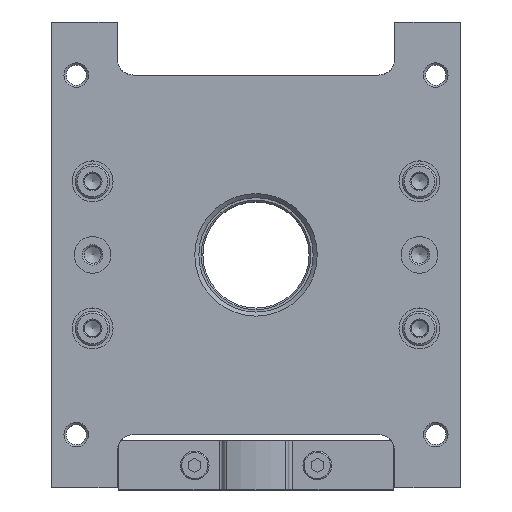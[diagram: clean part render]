
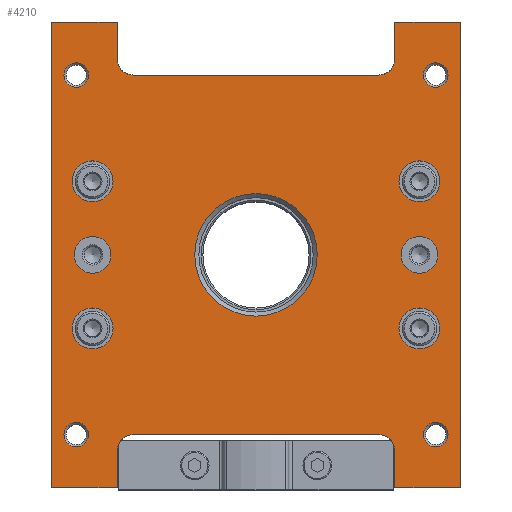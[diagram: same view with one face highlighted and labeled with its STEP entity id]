
A CAD part, top view. The second image highlights one B-rep face of the part: STEP entity #4210.
In plain terms, the highlighted face is planar.
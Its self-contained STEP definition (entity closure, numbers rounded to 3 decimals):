
#159=CIRCLE('',#4570,3.);
#160=CIRCLE('',#4571,3.);
#161=CIRCLE('',#4572,3.);
#162=CIRCLE('',#4573,3.);
#163=CIRCLE('',#4574,5.);
#164=CIRCLE('',#4575,5.);
#165=CIRCLE('',#4576,5.);
#166=CIRCLE('',#4577,5.);
#167=CIRCLE('',#4578,4.5);
#168=CIRCLE('',#4579,4.5);
#169=CIRCLE('',#4580,15.);
#170=CIRCLE('',#4581,4.);
#171=CIRCLE('',#4582,4.);
#172=CIRCLE('',#4583,4.);
#173=CIRCLE('',#4584,4.);
#389=PLANE('',#4569);
#590=ORIENTED_EDGE('',*,*,#1711,.F.);
#591=ORIENTED_EDGE('',*,*,#1712,.F.);
#592=ORIENTED_EDGE('',*,*,#1713,.F.);
#593=ORIENTED_EDGE('',*,*,#1714,.F.);
#594=ORIENTED_EDGE('',*,*,#1715,.F.);
#595=ORIENTED_EDGE('',*,*,#1716,.F.);
#596=ORIENTED_EDGE('',*,*,#1717,.F.);
#597=ORIENTED_EDGE('',*,*,#1718,.F.);
#598=ORIENTED_EDGE('',*,*,#1719,.F.);
#599=ORIENTED_EDGE('',*,*,#1720,.F.);
#600=ORIENTED_EDGE('',*,*,#1721,.F.);
#601=ORIENTED_EDGE('',*,*,#1705,.T.);
#602=ORIENTED_EDGE('',*,*,#1722,.T.);
#603=ORIENTED_EDGE('',*,*,#1723,.F.);
#604=ORIENTED_EDGE('',*,*,#1724,.T.);
#605=ORIENTED_EDGE('',*,*,#1725,.F.);
#606=ORIENTED_EDGE('',*,*,#1726,.T.);
#607=ORIENTED_EDGE('',*,*,#1727,.T.);
#608=ORIENTED_EDGE('',*,*,#1728,.F.);
#609=ORIENTED_EDGE('',*,*,#1701,.F.);
#610=ORIENTED_EDGE('',*,*,#1729,.T.);
#611=ORIENTED_EDGE('',*,*,#1730,.F.);
#612=ORIENTED_EDGE('',*,*,#1731,.T.);
#613=ORIENTED_EDGE('',*,*,#1732,.F.);
#614=ORIENTED_EDGE('',*,*,#1733,.T.);
#615=ORIENTED_EDGE('',*,*,#1734,.F.);
#616=ORIENTED_EDGE('',*,*,#1708,.T.);
#1701=EDGE_CURVE('',#2262,#2263,#2676,.T.);
#1705=EDGE_CURVE('',#2267,#2265,#2680,.T.);
#1708=EDGE_CURVE('',#2269,#2267,#2683,.T.);
#1711=EDGE_CURVE('',#2271,#2271,#159,.T.);
#1712=EDGE_CURVE('',#2272,#2272,#160,.T.);
#1713=EDGE_CURVE('',#2273,#2273,#161,.T.);
#1714=EDGE_CURVE('',#2274,#2274,#162,.T.);
#1715=EDGE_CURVE('',#2275,#2275,#163,.T.);
#1716=EDGE_CURVE('',#2276,#2276,#164,.T.);
#1717=EDGE_CURVE('',#2277,#2277,#165,.T.);
#1718=EDGE_CURVE('',#2278,#2278,#166,.T.);
#1719=EDGE_CURVE('',#2279,#2279,#167,.T.);
#1720=EDGE_CURVE('',#2280,#2280,#168,.T.);
#1721=EDGE_CURVE('',#2281,#2281,#169,.T.);
#1722=EDGE_CURVE('',#2265,#2282,#2686,.T.);
#1723=EDGE_CURVE('',#2283,#2282,#170,.F.);
#1724=EDGE_CURVE('',#2283,#2284,#2687,.T.);
#1725=EDGE_CURVE('',#2285,#2284,#171,.F.);
#1726=EDGE_CURVE('',#2285,#2286,#2688,.T.);
#1727=EDGE_CURVE('',#2286,#2287,#2689,.T.);
#1728=EDGE_CURVE('',#2263,#2287,#2690,.T.);
#1729=EDGE_CURVE('',#2262,#2288,#2691,.T.);
#1730=EDGE_CURVE('',#2289,#2288,#172,.F.);
#1731=EDGE_CURVE('',#2289,#2290,#2692,.T.);
#1732=EDGE_CURVE('',#2291,#2290,#173,.F.);
#1733=EDGE_CURVE('',#2291,#2292,#2693,.T.);
#1734=EDGE_CURVE('',#2269,#2292,#2694,.T.);
#2262=VERTEX_POINT('',#6491);
#2263=VERTEX_POINT('',#6493);
#2265=VERTEX_POINT('',#6499);
#2267=VERTEX_POINT('',#6502);
#2269=VERTEX_POINT('',#6508);
#2271=VERTEX_POINT('',#6514);
#2272=VERTEX_POINT('',#6516);
#2273=VERTEX_POINT('',#6518);
#2274=VERTEX_POINT('',#6520);
#2275=VERTEX_POINT('',#6522);
#2276=VERTEX_POINT('',#6524);
#2277=VERTEX_POINT('',#6526);
#2278=VERTEX_POINT('',#6528);
#2279=VERTEX_POINT('',#6530);
#2280=VERTEX_POINT('',#6532);
#2281=VERTEX_POINT('',#6534);
#2282=VERTEX_POINT('',#6536);
#2283=VERTEX_POINT('',#6538);
#2284=VERTEX_POINT('',#6540);
#2285=VERTEX_POINT('',#6542);
#2286=VERTEX_POINT('',#6544);
#2287=VERTEX_POINT('',#6546);
#2288=VERTEX_POINT('',#6549);
#2289=VERTEX_POINT('',#6551);
#2290=VERTEX_POINT('',#6553);
#2291=VERTEX_POINT('',#6555);
#2292=VERTEX_POINT('',#6557);
#2676=LINE('',#6492,#2946);
#2680=LINE('',#6501,#2950);
#2683=LINE('',#6507,#2953);
#2686=LINE('',#6535,#2956);
#2687=LINE('',#6539,#2957);
#2688=LINE('',#6543,#2958);
#2689=LINE('',#6545,#2959);
#2690=LINE('',#6547,#2960);
#2691=LINE('',#6548,#2961);
#2692=LINE('',#6552,#2962);
#2693=LINE('',#6556,#2963);
#2694=LINE('',#6558,#2964);
#2946=VECTOR('',#5116,1000.);
#2950=VECTOR('',#5122,1000.);
#2953=VECTOR('',#5127,1000.);
#2956=VECTOR('',#5154,1000.);
#2957=VECTOR('',#5157,1000.);
#2958=VECTOR('',#5160,1000.);
#2959=VECTOR('',#5161,1000.);
#2960=VECTOR('',#5162,1000.);
#2961=VECTOR('',#5163,1000.);
#2962=VECTOR('',#5166,1000.);
#2963=VECTOR('',#5169,1000.);
#2964=VECTOR('',#5170,1000.);
#3216=EDGE_LOOP('',(#590));
#3217=EDGE_LOOP('',(#591));
#3218=EDGE_LOOP('',(#592));
#3219=EDGE_LOOP('',(#593));
#3220=EDGE_LOOP('',(#594));
#3221=EDGE_LOOP('',(#595));
#3222=EDGE_LOOP('',(#596));
#3223=EDGE_LOOP('',(#597));
#3224=EDGE_LOOP('',(#598));
#3225=EDGE_LOOP('',(#599));
#3226=EDGE_LOOP('',(#600));
#3227=EDGE_LOOP('',(#601,#602,#603,#604,#605,#606,#607,#608,#609,#610,#611,
#612,#613,#614,#615,#616));
#3664=FACE_BOUND('',#3216,.T.);
#3665=FACE_BOUND('',#3217,.T.);
#3666=FACE_BOUND('',#3218,.T.);
#3667=FACE_BOUND('',#3219,.T.);
#3668=FACE_BOUND('',#3220,.T.);
#3669=FACE_BOUND('',#3221,.T.);
#3670=FACE_BOUND('',#3222,.T.);
#3671=FACE_BOUND('',#3223,.T.);
#3672=FACE_BOUND('',#3224,.T.);
#3673=FACE_BOUND('',#3225,.T.);
#3674=FACE_BOUND('',#3226,.T.);
#3675=FACE_BOUND('',#3227,.T.);
#4210=ADVANCED_FACE('',(#3664,#3665,#3666,#3667,#3668,#3669,#3670,#3671,
#3672,#3673,#3674,#3675),#389,.F.);
#4569=AXIS2_PLACEMENT_3D('',#6512,#5130,#5131);
#4570=AXIS2_PLACEMENT_3D('',#6513,#5132,#5133);
#4571=AXIS2_PLACEMENT_3D('',#6515,#5134,#5135);
#4572=AXIS2_PLACEMENT_3D('',#6517,#5136,#5137);
#4573=AXIS2_PLACEMENT_3D('',#6519,#5138,#5139);
#4574=AXIS2_PLACEMENT_3D('',#6521,#5140,#5141);
#4575=AXIS2_PLACEMENT_3D('',#6523,#5142,#5143);
#4576=AXIS2_PLACEMENT_3D('',#6525,#5144,#5145);
#4577=AXIS2_PLACEMENT_3D('',#6527,#5146,#5147);
#4578=AXIS2_PLACEMENT_3D('',#6529,#5148,#5149);
#4579=AXIS2_PLACEMENT_3D('',#6531,#5150,#5151);
#4580=AXIS2_PLACEMENT_3D('',#6533,#5152,#5153);
#4581=AXIS2_PLACEMENT_3D('',#6537,#5155,#5156);
#4582=AXIS2_PLACEMENT_3D('',#6541,#5158,#5159);
#4583=AXIS2_PLACEMENT_3D('',#6550,#5164,#5165);
#4584=AXIS2_PLACEMENT_3D('',#6554,#5167,#5168);
#5116=DIRECTION('',(0.,0.,-1.));
#5122=DIRECTION('',(0.,0.,-1.));
#5127=DIRECTION('',(-1.,0.,0.));
#5130=DIRECTION('',(0.,1.,0.));
#5131=DIRECTION('',(0.,0.,1.));
#5132=DIRECTION('',(0.,-1.,0.));
#5133=DIRECTION('',(0.,0.,-1.));
#5134=DIRECTION('',(0.,-1.,0.));
#5135=DIRECTION('',(0.,0.,-1.));
#5136=DIRECTION('',(0.,-1.,0.));
#5137=DIRECTION('',(0.,0.,-1.));
#5138=DIRECTION('',(0.,-1.,0.));
#5139=DIRECTION('',(0.,0.,-1.));
#5140=DIRECTION('',(0.,-1.,0.));
#5141=DIRECTION('',(0.,0.,-1.));
#5142=DIRECTION('',(0.,-1.,0.));
#5143=DIRECTION('',(0.,0.,-1.));
#5144=DIRECTION('',(0.,-1.,0.));
#5145=DIRECTION('',(0.,0.,-1.));
#5146=DIRECTION('',(0.,-1.,0.));
#5147=DIRECTION('',(0.,0.,-1.));
#5148=DIRECTION('',(0.,-1.,0.));
#5149=DIRECTION('',(0.,0.,-1.));
#5150=DIRECTION('',(0.,-1.,0.));
#5151=DIRECTION('',(0.,0.,-1.));
#5152=DIRECTION('',(0.,-1.,0.));
#5153=DIRECTION('',(0.,0.,-1.));
#5154=DIRECTION('',(1.,0.,0.));
#5155=DIRECTION('',(0.,1.,0.));
#5156=DIRECTION('',(0.,0.,1.));
#5157=DIRECTION('',(0.,0.,-1.));
#5158=DIRECTION('',(0.,1.,0.));
#5159=DIRECTION('',(0.,0.,1.));
#5160=DIRECTION('',(-1.,0.,0.));
#5161=DIRECTION('',(0.,0.,-1.));
#5162=DIRECTION('',(-1.,0.,0.));
#5163=DIRECTION('',(-1.,0.,0.));
#5164=DIRECTION('',(0.,1.,0.));
#5165=DIRECTION('',(0.,0.,1.));
#5166=DIRECTION('',(0.,0.,1.));
#5167=DIRECTION('',(0.,1.,0.));
#5168=DIRECTION('',(0.,0.,1.));
#5169=DIRECTION('',(1.,0.,0.));
#5170=DIRECTION('',(0.,0.,-1.));
#6491=CARTESIAN_POINT('',(57.,-6.,-34.));
#6492=CARTESIAN_POINT('',(57.,-6.,50.));
#6493=CARTESIAN_POINT('',(57.,-6.,-50.));
#6499=CARTESIAN_POINT('',(-57.,-6.,34.));
#6501=CARTESIAN_POINT('',(-57.,-6.,50.));
#6502=CARTESIAN_POINT('',(-57.,-6.,50.));
#6507=CARTESIAN_POINT('',(57.,-6.,50.));
#6508=CARTESIAN_POINT('',(57.,-6.,50.));
#6512=CARTESIAN_POINT('',(57.,-6.,50.));
#6513=CARTESIAN_POINT('',(-44.,-6.,44.));
#6514=CARTESIAN_POINT('',(-44.,-6.,41.));
#6515=CARTESIAN_POINT('',(44.,-6.,44.));
#6516=CARTESIAN_POINT('',(44.,-6.,41.));
#6517=CARTESIAN_POINT('',(-44.,-6.,-44.));
#6518=CARTESIAN_POINT('',(-44.,-6.,-47.));
#6519=CARTESIAN_POINT('',(44.,-6.,-44.));
#6520=CARTESIAN_POINT('',(44.,-6.,-47.));
#6521=CARTESIAN_POINT('',(-18.,-6.,40.));
#6522=CARTESIAN_POINT('',(-18.,-6.,35.));
#6523=CARTESIAN_POINT('',(-18.,-6.,-40.));
#6524=CARTESIAN_POINT('',(-18.,-6.,-45.));
#6525=CARTESIAN_POINT('',(18.,-6.,40.));
#6526=CARTESIAN_POINT('',(18.,-6.,35.));
#6527=CARTESIAN_POINT('',(18.,-6.,-40.));
#6528=CARTESIAN_POINT('',(18.,-6.,-45.));
#6529=CARTESIAN_POINT('',(0.,-6.,-40.));
#6530=CARTESIAN_POINT('',(0.,-6.,-44.5));
#6531=CARTESIAN_POINT('',(0.,-6.,40.));
#6532=CARTESIAN_POINT('',(0.,-6.,35.5));
#6533=CARTESIAN_POINT('',(0.,-6.,0.));
#6534=CARTESIAN_POINT('',(0.,-6.,-15.));
#6535=CARTESIAN_POINT('',(57.,-6.,34.));
#6536=CARTESIAN_POINT('',(-48.,-6.,34.));
#6537=CARTESIAN_POINT('',(-48.,-6.,30.));
#6538=CARTESIAN_POINT('',(-44.,-6.,30.));
#6539=CARTESIAN_POINT('',(-44.,-6.,50.));
#6540=CARTESIAN_POINT('',(-44.,-6.,-30.));
#6541=CARTESIAN_POINT('',(-48.,-6.,-30.));
#6542=CARTESIAN_POINT('',(-48.,-6.,-34.));
#6543=CARTESIAN_POINT('',(57.,-6.,-34.));
#6544=CARTESIAN_POINT('',(-57.,-6.,-34.));
#6545=CARTESIAN_POINT('',(-57.,-6.,50.));
#6546=CARTESIAN_POINT('',(-57.,-6.,-50.));
#6547=CARTESIAN_POINT('',(57.,-6.,-50.));
#6548=CARTESIAN_POINT('',(57.,-6.,-34.));
#6549=CARTESIAN_POINT('',(48.,-6.,-34.));
#6550=CARTESIAN_POINT('',(48.,-6.,-30.));
#6551=CARTESIAN_POINT('',(44.,-6.,-30.));
#6552=CARTESIAN_POINT('',(44.,-6.,50.));
#6553=CARTESIAN_POINT('',(44.,-6.,30.));
#6554=CARTESIAN_POINT('',(48.,-6.,30.));
#6555=CARTESIAN_POINT('',(48.,-6.,34.));
#6556=CARTESIAN_POINT('',(57.,-6.,34.));
#6557=CARTESIAN_POINT('',(57.,-6.,34.));
#6558=CARTESIAN_POINT('',(57.,-6.,50.));
